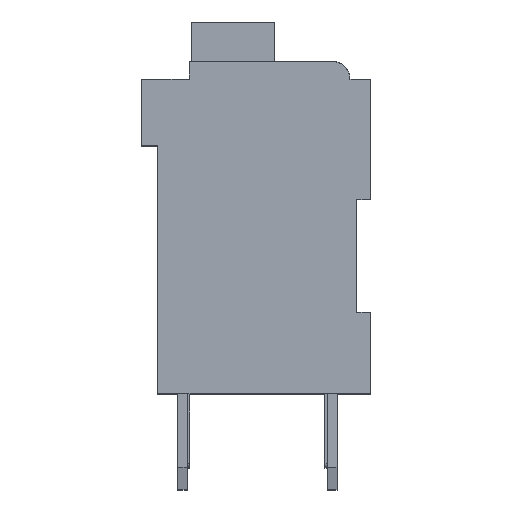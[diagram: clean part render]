
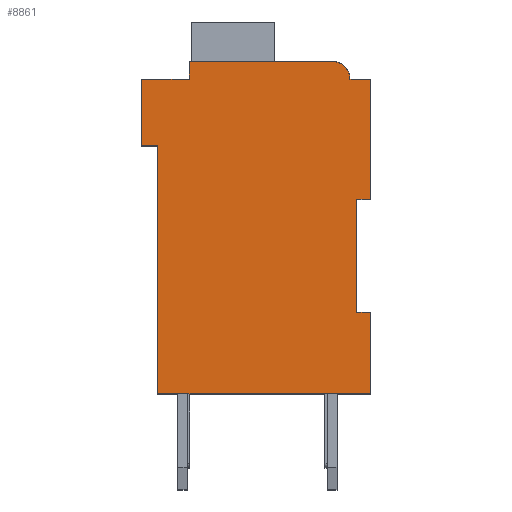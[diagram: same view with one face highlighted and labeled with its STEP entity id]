
A CAD part, top view. The second image highlights one B-rep face of the part: STEP entity #8861.
In plain terms, the highlighted planar face has unit normal (0, 0, 1).
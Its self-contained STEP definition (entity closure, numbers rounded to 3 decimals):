
#2386=DIRECTION('',(1.,0.,0.));
#2387=VECTOR('',#2386,0.5);
#2388=CARTESIAN_POINT('',(7.3,7.15,2.1));
#2389=LINE('',#2388,#2387);
#2390=DIRECTION('',(0.,1.,0.));
#2391=VECTOR('',#2390,4.15);
#2392=CARTESIAN_POINT('',(7.3,3.,2.1));
#2393=LINE('',#2392,#2391);
#2394=DIRECTION('',(-1.,0.,0.));
#2395=VECTOR('',#2394,0.5);
#2396=CARTESIAN_POINT('',(7.8,3.,2.1));
#2397=LINE('',#2396,#2395);
#2398=DIRECTION('',(0.,1.,0.));
#2399=VECTOR('',#2398,3.);
#2400=CARTESIAN_POINT('',(7.8,0.,2.1));
#2401=LINE('',#2400,#2399);
#2402=DIRECTION('',(1.,0.,0.));
#2403=VECTOR('',#2402,7.8);
#2404=CARTESIAN_POINT('',(0.,0.,2.1));
#2405=LINE('',#2404,#2403);
#2406=DIRECTION('',(0.,-1.,0.));
#2407=VECTOR('',#2406,9.1);
#2408=CARTESIAN_POINT('',(0.,9.1,2.1));
#2409=LINE('',#2408,#2407);
#2410=DIRECTION('',(1.,0.,0.));
#2411=VECTOR('',#2410,0.6);
#2412=CARTESIAN_POINT('',(-0.6,9.1,2.1));
#2413=LINE('',#2412,#2411);
#2414=DIRECTION('',(0.,-1.,0.));
#2415=VECTOR('',#2414,2.45);
#2416=CARTESIAN_POINT('',(-0.6,11.55,2.1));
#2417=LINE('',#2416,#2415);
#2418=DIRECTION('',(-1.,0.,0.));
#2419=VECTOR('',#2418,1.75);
#2420=CARTESIAN_POINT('',(1.15,11.55,2.1));
#2421=LINE('',#2420,#2419);
#2422=DIRECTION('',(0.,-1.,0.));
#2423=VECTOR('',#2422,0.65);
#2424=CARTESIAN_POINT('',(1.15,12.2,2.1));
#2425=LINE('',#2424,#2423);
#2426=DIRECTION('',(-1.,0.,0.));
#2427=VECTOR('',#2426,5.25);
#2428=CARTESIAN_POINT('',(6.4,12.2,2.1));
#2429=LINE('',#2428,#2427);
#2430=CARTESIAN_POINT('',(6.4,11.55,2.1));
#2431=DIRECTION('',(0.,0.,1.));
#2432=DIRECTION('',(1.,0.,0.));
#2433=AXIS2_PLACEMENT_3D('',#2430,#2431,#2432);
#2435=DIRECTION('',(-1.,0.,0.));
#2436=VECTOR('',#2435,0.75);
#2437=CARTESIAN_POINT('',(7.8,11.55,2.1));
#2438=LINE('',#2437,#2436);
#2439=DIRECTION('',(0.,1.,0.));
#2440=VECTOR('',#2439,4.4);
#2441=CARTESIAN_POINT('',(7.8,7.15,2.1));
#2442=LINE('',#2441,#2440);
#4601=CARTESIAN_POINT('',(7.3,7.15,2.1));
#4602=CARTESIAN_POINT('',(7.8,7.15,2.1));
#4603=VERTEX_POINT('',#4601);
#4604=VERTEX_POINT('',#4602);
#4605=CARTESIAN_POINT('',(7.8,11.55,2.1));
#4606=VERTEX_POINT('',#4605);
#4607=CARTESIAN_POINT('',(7.05,11.55,2.1));
#4608=VERTEX_POINT('',#4607);
#4609=CARTESIAN_POINT('',(6.4,12.2,2.1));
#4610=VERTEX_POINT('',#4609);
#4611=CARTESIAN_POINT('',(1.15,12.2,2.1));
#4612=VERTEX_POINT('',#4611);
#4613=CARTESIAN_POINT('',(1.15,11.55,2.1));
#4614=VERTEX_POINT('',#4613);
#4615=CARTESIAN_POINT('',(-0.6,11.55,2.1));
#4616=VERTEX_POINT('',#4615);
#4617=CARTESIAN_POINT('',(-0.6,9.1,2.1));
#4618=VERTEX_POINT('',#4617);
#4619=CARTESIAN_POINT('',(0.,9.1,2.1));
#4620=VERTEX_POINT('',#4619);
#4621=CARTESIAN_POINT('',(0.,0.,2.1));
#4622=VERTEX_POINT('',#4621);
#4623=CARTESIAN_POINT('',(7.8,0.,2.1));
#4624=VERTEX_POINT('',#4623);
#4625=CARTESIAN_POINT('',(7.8,3.,2.1));
#4626=VERTEX_POINT('',#4625);
#4627=CARTESIAN_POINT('',(7.3,3.,2.1));
#4628=VERTEX_POINT('',#4627);
#8840=CARTESIAN_POINT('',(0.,0.,2.1));
#8841=DIRECTION('',(0.,0.,1.));
#8842=DIRECTION('',(1.,0.,0.));
#8843=AXIS2_PLACEMENT_3D('',#8840,#8841,#8842);
#8844=PLANE('',#8843);
#8845=ORIENTED_EDGE('',*,*,#6054,.F.);
#8846=ORIENTED_EDGE('',*,*,#6350,.F.);
#8847=ORIENTED_EDGE('',*,*,#6548,.F.);
#8848=ORIENTED_EDGE('',*,*,#6663,.F.);
#8849=ORIENTED_EDGE('',*,*,#6806,.F.);
#8850=ORIENTED_EDGE('',*,*,#7007,.F.);
#8851=ORIENTED_EDGE('',*,*,#7512,.F.);
#8852=ORIENTED_EDGE('',*,*,#7611,.F.);
#8853=ORIENTED_EDGE('',*,*,#7757,.F.);
#8854=ORIENTED_EDGE('',*,*,#8060,.F.);
#8855=ORIENTED_EDGE('',*,*,#8288,.F.);
#8856=ORIENTED_EDGE('',*,*,#7808,.F.);
#8857=ORIENTED_EDGE('',*,*,#7961,.F.);
#8858=ORIENTED_EDGE('',*,*,#6245,.F.);
#8859=EDGE_LOOP('',(#8845,#8846,#8847,#8848,#8849,#8850,#8851,#8852,#8853,#8854,
#8855,#8856,#8857,#8858));
#8860=FACE_OUTER_BOUND('',#8859,.F.);
#2434=CIRCLE('',#2433,0.65);
#6054=EDGE_CURVE('',#4603,#4604,#2389,.T.);
#6245=EDGE_CURVE('',#4604,#4606,#2442,.T.);
#6350=EDGE_CURVE('',#4628,#4603,#2393,.T.);
#6548=EDGE_CURVE('',#4626,#4628,#2397,.T.);
#6663=EDGE_CURVE('',#4624,#4626,#2401,.T.);
#6806=EDGE_CURVE('',#4622,#4624,#2405,.T.);
#7007=EDGE_CURVE('',#4620,#4622,#2409,.T.);
#7512=EDGE_CURVE('',#4618,#4620,#2413,.T.);
#7611=EDGE_CURVE('',#4616,#4618,#2417,.T.);
#7757=EDGE_CURVE('',#4614,#4616,#2421,.T.);
#7808=EDGE_CURVE('',#4608,#4610,#2434,.T.);
#7961=EDGE_CURVE('',#4606,#4608,#2438,.T.);
#8060=EDGE_CURVE('',#4612,#4614,#2425,.T.);
#8288=EDGE_CURVE('',#4610,#4612,#2429,.T.);
#8861=ADVANCED_FACE('',(#8860),#8844,.T.);
